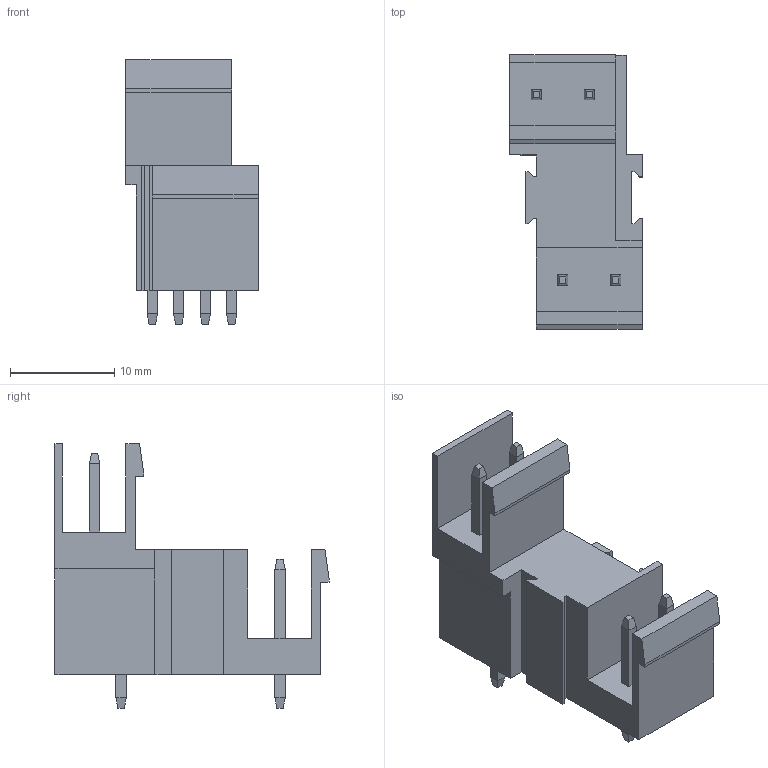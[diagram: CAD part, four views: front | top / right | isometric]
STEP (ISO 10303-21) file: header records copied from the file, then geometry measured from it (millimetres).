
FILE_DESCRIPTION(('CATIA V5 STEP Exchange','CAx-IF Rec.Pracs.--- Model Styling and Organization---1.2---2011-12-15'),'2;1');
FILE_NAME ('D1454952_0_1725650000_1725650000.stp','2018-11-10T05:02:04+00:00',('none'),('Weidmueller'),'CATIA Version 5-6 Release 2014','CATIA V5 STEP AP214','none');
FILE_SCHEMA(('AUTOMOTIVE_DESIGN { 1 0 10303 214 1 1 1 1 }'));
Length unit declared in the file: millimetre
Products named in the file (1): 1725650000
Bounding box: 12.7 x 26.28 x 25.36 mm (x, y, z)
Volume: 2897.1 mm3; surface area: 2490.3 mm2
Topology: 5 solids, 5 shells, 151 faces, 391 edges, 250 vertices
Faces by surface type: plane 135, cylinder 16
Entity records: 4280 total; most frequent: ORIENTED_EDGE 782, CARTESIAN_POINT 779, DIRECTION 569, EDGE_CURVE 391, VECTOR 327, LINE 327, VERTEX_POINT 250, EDGE_LOOP 159
